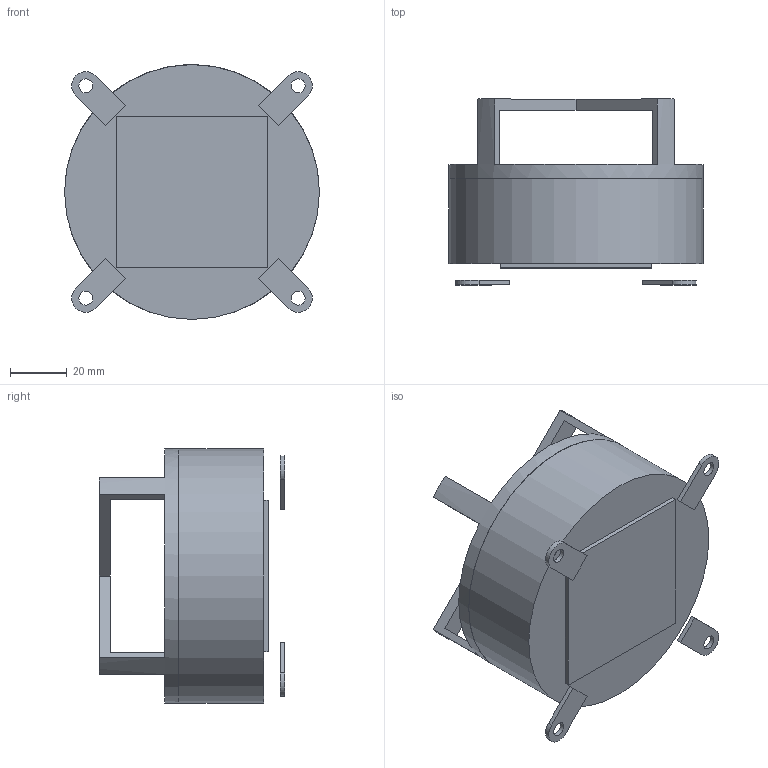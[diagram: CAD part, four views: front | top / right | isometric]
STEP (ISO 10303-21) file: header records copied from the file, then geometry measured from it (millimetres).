
FILE_DESCRIPTION(/* description */ (''),/* implementation_level */ '2;1');
FILE_NAME(/* name */ 'Coolers_Vertical.step',/* time_stamp */ '2013-10-07T12:50:23+09:00',/* author */ (''),/* organization */ (''),/* preprocessor_version */ 'ST-DEVELOPER v14.6',/* originating_system */ '',/* authorisation */ '');
FILE_SCHEMA (('AUTOMOTIVE_DESIGN { 1 2 10303 214 1 1 1 1 }'));
Length unit declared in the file: centimetre
Products named in the file (2): 1234-K789
Bounding box: 90 x 65.6 x 90 mm (x, y, z)
Volume: 207418.2 mm3; surface area: 33345.4 mm2
Topology: 6 solids, 6 shells, 53 faces, 141 edges, 94 vertices
Faces by surface type: plane 42, cylinder 11
Full cylindrical faces by diameter (mm): 5 x4, 85 x1, 90 x2
Entity records: 1650 total; most frequent: DIRECTION 280, CARTESIAN_POINT 280, ORIENTED_EDGE 264, EDGE_CURVE 132, LINE 96, VECTOR 96, VERTEX_POINT 92, AXIS2_PLACEMENT_3D 92
